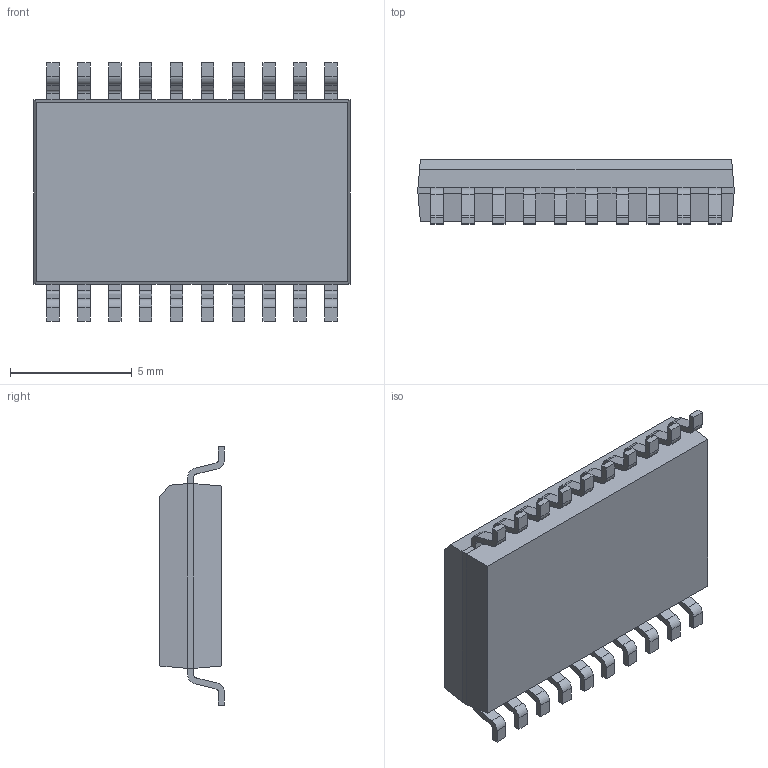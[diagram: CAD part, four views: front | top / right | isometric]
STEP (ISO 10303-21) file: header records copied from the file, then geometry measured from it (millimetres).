
FILE_DESCRIPTION (( 'STEP AP214' ), '1' );
FILE_NAME ('04F6ED2C-477D-46E8-9693-4332164CB32C.STEP', '2023-10-11T08:27:52', ( '' ), ( '' ), 'SwSTEP 2.0', 'SolidWorks 2022', '' );
FILE_SCHEMA (( 'AUTOMOTIVE_DESIGN' ));
Length unit declared in the file: millimetre
Products named in the file (1): 04F6ED2C-477D-46E8-9693-4332164CB32C
Bounding box: 13 x 2.65 x 10.63 mm (x, y, z)
Volume: 252.1 mm3; surface area: 363.5 mm2
Topology: 1 solids, 1 shells, 350 faces, 935 edges, 594 vertices
Faces by surface type: plane 230, cylinder 82, bspline 38
Entity records: 16433 total; most frequent: CARTESIAN_POINT 4526, ORIENTED_EDGE 1870, DIRECTION 1649, EDGE_CURVE 935, LINE 695, VECTOR 695, VERTEX_POINT 594, AXIS2_PLACEMENT_3D 477
